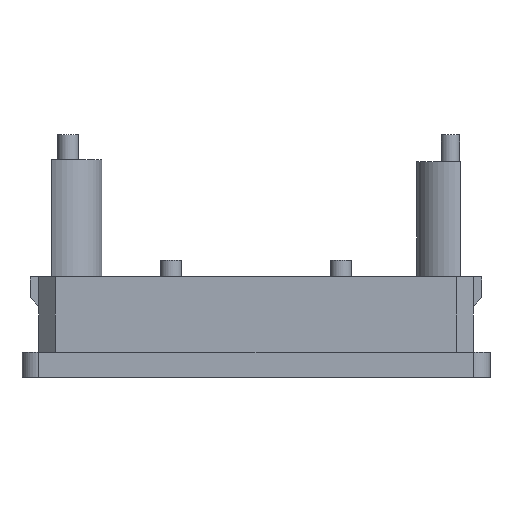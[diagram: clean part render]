
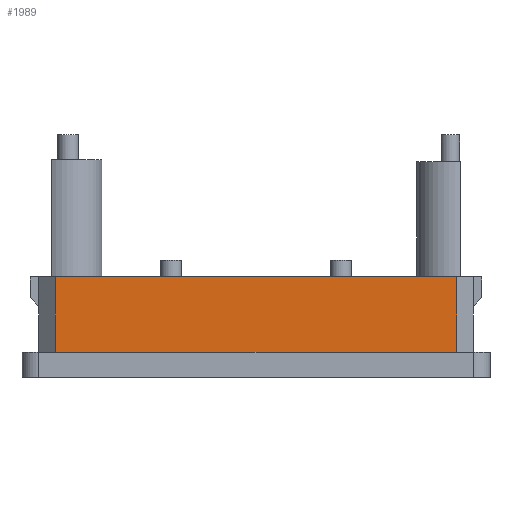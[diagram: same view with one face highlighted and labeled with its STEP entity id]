
A CAD part, front view. The second image highlights one B-rep face of the part: STEP entity #1989.
In plain terms, the highlighted planar face has unit normal (0, -1, 0).
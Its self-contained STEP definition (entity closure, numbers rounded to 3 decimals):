
#545=CARTESIAN_POINT('',(24.,-72.,-14.));
#546=VERTEX_POINT('',#545);
#553=CARTESIAN_POINT('',(-24.,-72.,-14.));
#554=VERTEX_POINT('',#553);
#555=CARTESIAN_POINT('',(24.,-72.,-14.));
#556=DIRECTION('',(-1.,0.,0.));
#557=VECTOR('',#556,48.);
#558=LINE('',#555,#557);
#559=EDGE_CURVE('',#546,#554,#558,.T.);
#1400=CARTESIAN_POINT('',(-24.,-72.,-5.));
#1401=VERTEX_POINT('',#1400);
#1408=CARTESIAN_POINT('',(24.,-72.,-5.));
#1409=VERTEX_POINT('',#1408);
#1410=CARTESIAN_POINT('',(24.,-72.,-5.));
#1411=DIRECTION('',(-1.,0.,0.));
#1412=VECTOR('',#1411,48.);
#1413=LINE('',#1410,#1412);
#1414=EDGE_CURVE('',#1409,#1401,#1413,.T.);
#1968=CARTESIAN_POINT('',(0.,-72.,-12.7));
#1969=DIRECTION('',(0.,-1.,0.));
#1970=DIRECTION('',(0.,0.,-1.));
#1971=AXIS2_PLACEMENT_3D('',#1968,#1969,#1970);
#1972=PLANE('',#1971);
#1973=ORIENTED_EDGE('',*,*,#1414,.T.);
#1974=CARTESIAN_POINT('',(-24.,-72.,-5.));
#1975=DIRECTION('',(0.,0.,-1.));
#1976=VECTOR('',#1975,9.);
#1977=LINE('',#1974,#1976);
#1978=EDGE_CURVE('',#1401,#554,#1977,.T.);
#1979=ORIENTED_EDGE('',*,*,#1978,.T.);
#1980=ORIENTED_EDGE('',*,*,#559,.F.);
#1981=CARTESIAN_POINT('',(24.,-72.,-14.));
#1982=DIRECTION('',(0.,0.,1.));
#1983=VECTOR('',#1982,9.);
#1984=LINE('',#1981,#1983);
#1985=EDGE_CURVE('',#546,#1409,#1984,.T.);
#1986=ORIENTED_EDGE('',*,*,#1985,.T.);
#1987=EDGE_LOOP('',(#1973,#1979,#1980,#1986));
#1988=FACE_BOUND('',#1987,.T.);
#1989=ADVANCED_FACE('',(#1988),#1972,.T.);
